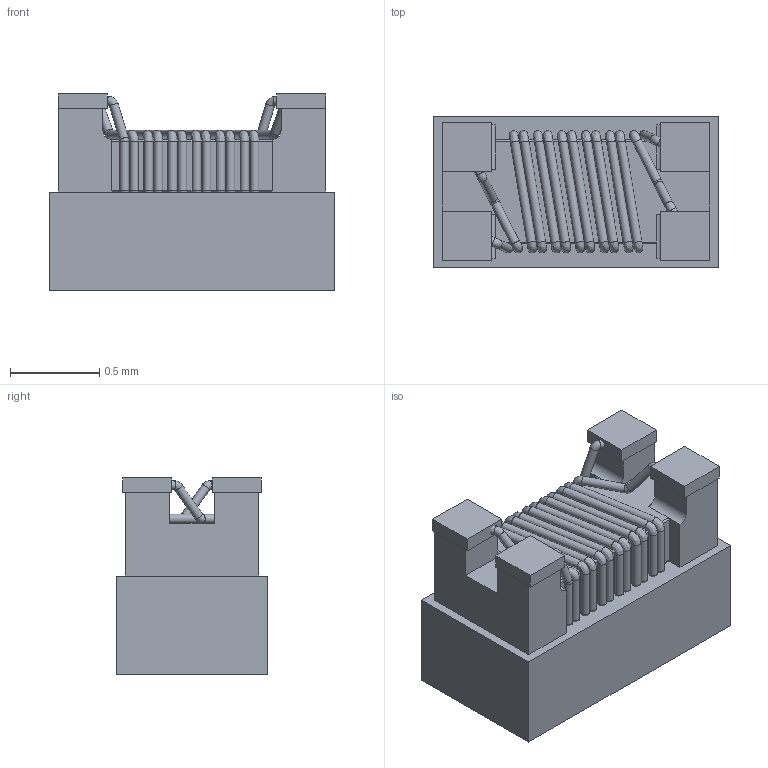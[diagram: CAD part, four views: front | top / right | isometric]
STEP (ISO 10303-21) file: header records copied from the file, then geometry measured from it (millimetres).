
FILE_DESCRIPTION(('FreeCAD Model'),'2;1');
FILE_NAME('Compound.step','2017-03-24T15:20:29',( 'kicad StepUp'),('ksu MCAD'),'Open CASCADE STEP processor 6.8', 'FreeCAD','Unknown');
FILE_SCHEMA(('AUTOMOTIVE_DESIGN_CC2 { 1 2 10303 214 -1 1 5 4 }'));
Length unit declared in the file: millimetre
Products named in the file (1): Compound
Bounding box: 1.6 x 0.85 x 1.1 mm (x, y, z)
Volume: 1.2 mm3; surface area: 14.2 mm2
Topology: 8 solids, 8 shells, 178 faces, 374 edges, 212 vertices
Faces by surface type: cylinder 64, plane 60, bspline 44, torus 10
Full cylindrical faces by diameter (mm): 0.05 x56
Entity records: 9944 total; most frequent: CARTESIAN_POINT 5230, ORIENTED_EDGE 748, DIRECTION 662, EDGE_CURVE 374, AXIS2_PLACEMENT_3D 263, VERTEX_POINT 212, ADVANCED_FACE 178, FACE_BOUND 178
